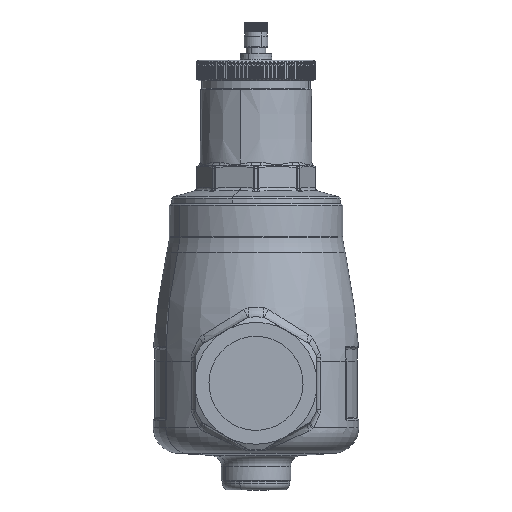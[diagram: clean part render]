
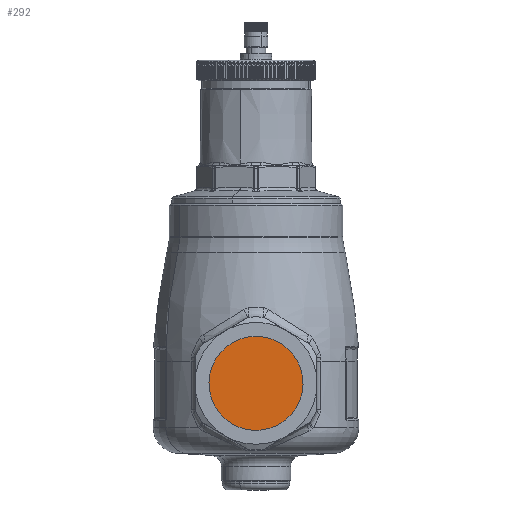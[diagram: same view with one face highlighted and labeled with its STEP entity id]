
A CAD part, front view. The second image highlights one B-rep face of the part: STEP entity #292.
In plain terms, the highlighted planar face has unit normal (0, -1, 0).
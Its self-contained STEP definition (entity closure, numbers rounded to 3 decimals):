
#269=CARTESIAN_POINT('Axis2P3D Location',(0.,-62.,0.)) ;
#274=CARTESIAN_POINT('Axis2P3D Location',(0.,-62.,45.)) ;
#278=CARTESIAN_POINT('Vertex',(10.356,-62.,26.044)) ;
#280=CARTESIAN_POINT('Vertex',(-10.356,-62.,63.956)) ;
#283=CARTESIAN_POINT('Axis2P3D Location',(0.,-62.,45.)) ;
#270=DIRECTION('Axis2P3D Direction',(0.,-1.,0.)) ;
#271=DIRECTION('Axis2P3D XDirection',(1.,0.,0.)) ;
#275=DIRECTION('Axis2P3D Direction',(0.,-1.,0.)) ;
#284=DIRECTION('Axis2P3D Direction',(0.,-1.,0.)) ;
#272=AXIS2_PLACEMENT_3D('Plane Axis2P3D',#269,#270,#271) ;
#276=AXIS2_PLACEMENT_3D('Circle Axis2P3D',#274,#275,$) ;
#285=AXIS2_PLACEMENT_3D('Circle Axis2P3D',#283,#284,$) ;
#277=CIRCLE('generated circle',#276,21.6) ;
#286=CIRCLE('generated circle',#285,21.6) ;
#273=PLANE('',#272) ;
#282=EDGE_CURVE('',#279,#281,#277,.T.) ;
#287=EDGE_CURVE('',#281,#279,#286,.T.) ;
#289=ORIENTED_EDGE('',*,*,#282,.T.) ;
#290=ORIENTED_EDGE('',*,*,#287,.T.) ;
#288=EDGE_LOOP('',(#289,#290)) ;
#279=VERTEX_POINT('',#278) ;
#281=VERTEX_POINT('',#280) ;
#292=ADVANCED_FACE('Body.30',(#291),#273,.T.) ;
#291=FACE_OUTER_BOUND('',#288,.T.) ;
